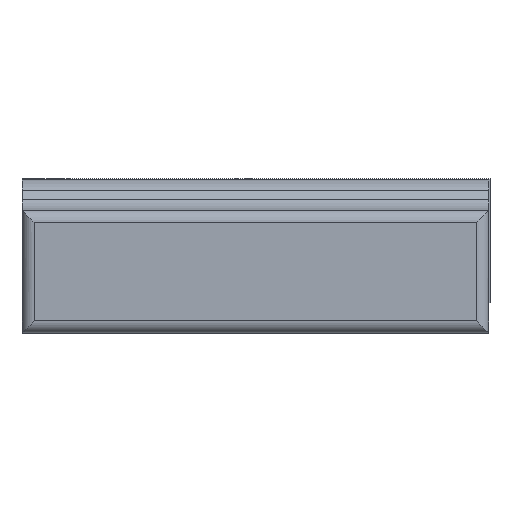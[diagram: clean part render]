
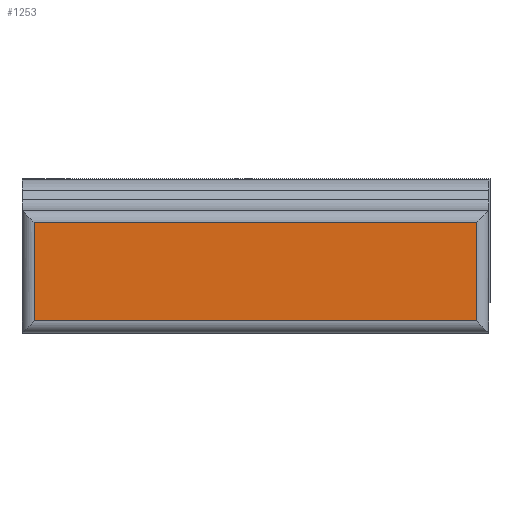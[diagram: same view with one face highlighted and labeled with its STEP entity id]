
A CAD part, left-side view. The second image highlights one B-rep face of the part: STEP entity #1253.
In plain terms, the highlighted planar face has unit normal (-1, 0, 0).
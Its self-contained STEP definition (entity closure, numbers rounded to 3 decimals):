
#72 = CYLINDRICAL_SURFACE('',#73,0.2);
#73 = AXIS2_PLACEMENT_3D('',#74,#75,#76);
#74 = CARTESIAN_POINT('',(-7.3,0.,0.2));
#75 = DIRECTION('',(0.,-1.,0.));
#76 = DIRECTION('',(0.,0.,-1.));
#156 = CYLINDRICAL_SURFACE('',#157,0.2);
#157 = AXIS2_PLACEMENT_3D('',#158,#159,#160);
#158 = CARTESIAN_POINT('',(-7.3,-0.2,2.));
#159 = DIRECTION('',(0.,0.,-1.));
#160 = DIRECTION('',(0.,1.,0.));
#457 = VERTEX_POINT('',#458);
#458 = CARTESIAN_POINT('',(-7.5,-7.4,0.2));
#477 = CYLINDRICAL_SURFACE('',#478,0.2);
#478 = AXIS2_PLACEMENT_3D('',#479,#480,#481);
#479 = CARTESIAN_POINT('',(-7.3,-7.4,2.));
#480 = DIRECTION('',(0.,0.,-1.));
#481 = DIRECTION('',(-1.,0.,-0.));
#493 = EDGE_CURVE('',#494,#457,#496,.T.);
#494 = VERTEX_POINT('',#495);
#495 = CARTESIAN_POINT('',(-7.5,-0.2,0.2));
#496 = SURFACE_CURVE('',#497,(#501,#507),.PCURVE_S1.);
#497 = LINE('',#498,#499);
#498 = CARTESIAN_POINT('',(-7.5,0.,0.2));
#499 = VECTOR('',#500,1.);
#500 = DIRECTION('',(0.,-1.,0.));
#501 = PCURVE('',#72,#502);
#502 = DEFINITIONAL_REPRESENTATION('',(#503),#506);
#503 = B_SPLINE_CURVE_WITH_KNOTS('',1,(#504,#505),.UNSPECIFIED.,.F.,.F.,
  (2,2),(0.2,7.4),.PIECEWISE_BEZIER_KNOTS.);
#504 = CARTESIAN_POINT('',(4.712,0.2));
#505 = CARTESIAN_POINT('',(4.712,7.4));
#506 = ( GEOMETRIC_REPRESENTATION_CONTEXT(2) 
PARAMETRIC_REPRESENTATION_CONTEXT() REPRESENTATION_CONTEXT('2D SPACE',''
  ) );
#507 = PCURVE('',#508,#513);
#508 = PLANE('',#509);
#509 = AXIS2_PLACEMENT_3D('',#510,#511,#512);
#510 = CARTESIAN_POINT('',(-7.5,0.,2.));
#511 = DIRECTION('',(1.,0.,0.));
#512 = DIRECTION('',(0.,0.,-1.));
#513 = DEFINITIONAL_REPRESENTATION('',(#514),#518);
#514 = LINE('',#515,#516);
#515 = CARTESIAN_POINT('',(1.8,0.));
#516 = VECTOR('',#517,1.);
#517 = DIRECTION('',(0.,-1.));
#518 = ( GEOMETRIC_REPRESENTATION_CONTEXT(2) 
PARAMETRIC_REPRESENTATION_CONTEXT() REPRESENTATION_CONTEXT('2D SPACE',''
  ) );
#847 = EDGE_CURVE('',#848,#494,#850,.T.);
#848 = VERTEX_POINT('',#849);
#849 = CARTESIAN_POINT('',(-7.5,-0.2,1.8));
#850 = SURFACE_CURVE('',#851,(#855,#861),.PCURVE_S1.);
#851 = LINE('',#852,#853);
#852 = CARTESIAN_POINT('',(-7.5,-0.2,2.));
#853 = VECTOR('',#854,1.);
#854 = DIRECTION('',(0.,0.,-1.));
#855 = PCURVE('',#156,#856);
#856 = DEFINITIONAL_REPRESENTATION('',(#857),#860);
#857 = B_SPLINE_CURVE_WITH_KNOTS('',1,(#858,#859),.UNSPECIFIED.,.F.,.F.,
  (2,2),(0.2,1.8),.PIECEWISE_BEZIER_KNOTS.);
#858 = CARTESIAN_POINT('',(4.712,0.2));
#859 = CARTESIAN_POINT('',(4.712,1.8));
#860 = ( GEOMETRIC_REPRESENTATION_CONTEXT(2) 
PARAMETRIC_REPRESENTATION_CONTEXT() REPRESENTATION_CONTEXT('2D SPACE',''
  ) );
#861 = PCURVE('',#508,#862);
#862 = DEFINITIONAL_REPRESENTATION('',(#863),#867);
#863 = LINE('',#864,#865);
#864 = CARTESIAN_POINT('',(0.,-0.2));
#865 = VECTOR('',#866,1.);
#866 = DIRECTION('',(1.,0.));
#867 = ( GEOMETRIC_REPRESENTATION_CONTEXT(2) 
PARAMETRIC_REPRESENTATION_CONTEXT() REPRESENTATION_CONTEXT('2D SPACE',''
  ) );
#888 = CYLINDRICAL_SURFACE('',#889,0.2);
#889 = AXIS2_PLACEMENT_3D('',#890,#891,#892);
#890 = CARTESIAN_POINT('',(-7.3,0.,1.8));
#891 = DIRECTION('',(0.,-1.,0.));
#892 = DIRECTION('',(-1.,0.,0.));
#1253 = ADVANCED_FACE('',(#1254),#508,.F.);
#1254 = FACE_BOUND('',#1255,.F.);
#1255 = EDGE_LOOP('',(#1256,#1278,#1298,#1299));
#1256 = ORIENTED_EDGE('',*,*,#1257,.T.);
#1257 = EDGE_CURVE('',#848,#1258,#1260,.T.);
#1258 = VERTEX_POINT('',#1259);
#1259 = CARTESIAN_POINT('',(-7.5,-7.4,1.8));
#1260 = SURFACE_CURVE('',#1261,(#1265,#1272),.PCURVE_S1.);
#1261 = LINE('',#1262,#1263);
#1262 = CARTESIAN_POINT('',(-7.5,0.,1.8));
#1263 = VECTOR('',#1264,1.);
#1264 = DIRECTION('',(0.,-1.,0.));
#1265 = PCURVE('',#508,#1266);
#1266 = DEFINITIONAL_REPRESENTATION('',(#1267),#1271);
#1267 = LINE('',#1268,#1269);
#1268 = CARTESIAN_POINT('',(0.2,0.));
#1269 = VECTOR('',#1270,1.);
#1270 = DIRECTION('',(0.,-1.));
#1271 = ( GEOMETRIC_REPRESENTATION_CONTEXT(2) 
PARAMETRIC_REPRESENTATION_CONTEXT() REPRESENTATION_CONTEXT('2D SPACE',''
  ) );
#1272 = PCURVE('',#888,#1273);
#1273 = DEFINITIONAL_REPRESENTATION('',(#1274),#1277);
#1274 = B_SPLINE_CURVE_WITH_KNOTS('',1,(#1275,#1276),.UNSPECIFIED.,.F.,
  .F.,(2,2),(0.2,7.4),.PIECEWISE_BEZIER_KNOTS.);
#1275 = CARTESIAN_POINT('',(6.283,0.2));
#1276 = CARTESIAN_POINT('',(6.283,7.4));
#1277 = ( GEOMETRIC_REPRESENTATION_CONTEXT(2) 
PARAMETRIC_REPRESENTATION_CONTEXT() REPRESENTATION_CONTEXT('2D SPACE',''
  ) );
#1278 = ORIENTED_EDGE('',*,*,#1279,.T.);
#1279 = EDGE_CURVE('',#1258,#457,#1280,.T.);
#1280 = SURFACE_CURVE('',#1281,(#1285,#1292),.PCURVE_S1.);
#1281 = LINE('',#1282,#1283);
#1282 = CARTESIAN_POINT('',(-7.5,-7.4,2.));
#1283 = VECTOR('',#1284,1.);
#1284 = DIRECTION('',(0.,0.,-1.));
#1285 = PCURVE('',#508,#1286);
#1286 = DEFINITIONAL_REPRESENTATION('',(#1287),#1291);
#1287 = LINE('',#1288,#1289);
#1288 = CARTESIAN_POINT('',(0.,-7.4));
#1289 = VECTOR('',#1290,1.);
#1290 = DIRECTION('',(1.,0.));
#1291 = ( GEOMETRIC_REPRESENTATION_CONTEXT(2) 
PARAMETRIC_REPRESENTATION_CONTEXT() REPRESENTATION_CONTEXT('2D SPACE',''
  ) );
#1292 = PCURVE('',#477,#1293);
#1293 = DEFINITIONAL_REPRESENTATION('',(#1294),#1297);
#1294 = B_SPLINE_CURVE_WITH_KNOTS('',1,(#1295,#1296),.UNSPECIFIED.,.F.,
  .F.,(2,2),(0.2,1.8),.PIECEWISE_BEZIER_KNOTS.);
#1295 = CARTESIAN_POINT('',(6.283,0.2));
#1296 = CARTESIAN_POINT('',(6.283,1.8));
#1297 = ( GEOMETRIC_REPRESENTATION_CONTEXT(2) 
PARAMETRIC_REPRESENTATION_CONTEXT() REPRESENTATION_CONTEXT('2D SPACE',''
  ) );
#1298 = ORIENTED_EDGE('',*,*,#493,.F.);
#1299 = ORIENTED_EDGE('',*,*,#847,.F.);
